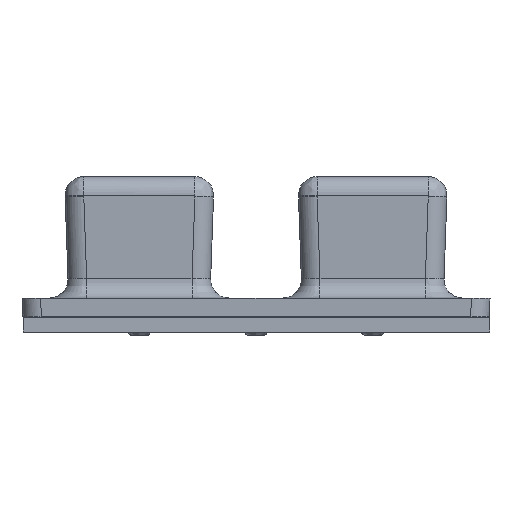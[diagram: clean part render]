
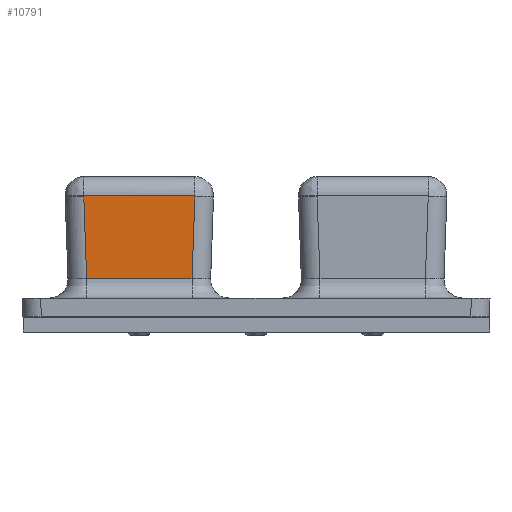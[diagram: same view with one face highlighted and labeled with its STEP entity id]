
A CAD part, left-side view. The second image highlights one B-rep face of the part: STEP entity #10791.
In plain terms, the highlighted face is planar.
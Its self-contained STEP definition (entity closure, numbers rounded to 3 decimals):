
#6420 = CYLINDRICAL_SURFACE('',#6421,2.);
#6421 = AXIS2_PLACEMENT_3D('',#6422,#6423,#6424);
#6422 = CARTESIAN_POINT('',(-43.453,13.,
    6.547));
#6423 = DIRECTION('',(0.035,-0.999,
    0.035));
#6424 = DIRECTION('',(0.999,0.035,
    0.));
#6437 = VERTEX_POINT('',#6438);
#6438 = CARTESIAN_POINT('',(-45.452,12.93,
    6.547));
#6588 = CYLINDRICAL_SURFACE('',#6589,2.);
#6589 = AXIS2_PLACEMENT_3D('',#6590,#6591,#6592);
#6590 = CARTESIAN_POINT('',(-43.453,13.,6.547));
#6591 = DIRECTION('',(0.,0.,1.));
#6592 = DIRECTION('',(1.,0.,-0.));
#7402 = VERTEX_POINT('',#7403);
#7403 = CARTESIAN_POINT('',(-45.142,4.07,
    6.857));
#7475 = EDGE_CURVE('',#6437,#7402,#7476,.T.);
#7476 = SURFACE_CURVE('',#7477,(#7481,#7488),.PCURVE_S1.);
#7477 = LINE('',#7478,#7479);
#7478 = CARTESIAN_POINT('',(-45.296,8.473,
    6.703));
#7479 = VECTOR('',#7480,1.);
#7480 = DIRECTION('',(0.035,-0.999,
    0.035));
#7481 = PCURVE('',#6420,#7482);
#7482 = DEFINITIONAL_REPRESENTATION('',(#7483),#7487);
#7483 = LINE('',#7484,#7485);
#7484 = CARTESIAN_POINT('',(3.142,4.462));
#7485 = VECTOR('',#7486,1.);
#7486 = DIRECTION('',(0.,1.));
#7487 = ( GEOMETRIC_REPRESENTATION_CONTEXT(2) 
PARAMETRIC_REPRESENTATION_CONTEXT() REPRESENTATION_CONTEXT('2D SPACE',''
  ) );
#7488 = PCURVE('',#7489,#7494);
#7489 = PLANE('',#7490);
#7490 = AXIS2_PLACEMENT_3D('',#7491,#7492,#7493);
#7491 = CARTESIAN_POINT('',(-45.452,12.93,6.476));
#7492 = DIRECTION('',(-0.999,-0.035,0.));
#7493 = DIRECTION('',(0.035,-0.999,0.));
#7494 = DEFINITIONAL_REPRESENTATION('',(#7495),#7499);
#7495 = LINE('',#7496,#7497);
#7496 = CARTESIAN_POINT('',(4.459,0.227));
#7497 = VECTOR('',#7498,1.);
#7498 = DIRECTION('',(0.999,0.035));
#7499 = ( GEOMETRIC_REPRESENTATION_CONTEXT(2) 
PARAMETRIC_REPRESENTATION_CONTEXT() REPRESENTATION_CONTEXT('2D SPACE',''
  ) );
#7507 = EDGE_CURVE('',#7508,#6437,#7510,.T.);
#7508 = VERTEX_POINT('',#7509);
#7509 = CARTESIAN_POINT('',(-45.452,12.93,
    18.453));
#7510 = SURFACE_CURVE('',#7511,(#7515,#7522),.PCURVE_S1.);
#7511 = LINE('',#7512,#7513);
#7512 = CARTESIAN_POINT('',(-45.452,12.93,12.5));
#7513 = VECTOR('',#7514,1.);
#7514 = DIRECTION('',(-0.,-0.,-1.));
#7515 = PCURVE('',#6588,#7516);
#7516 = DEFINITIONAL_REPRESENTATION('',(#7517),#7521);
#7517 = LINE('',#7518,#7519);
#7518 = CARTESIAN_POINT('',(3.176,5.953));
#7519 = VECTOR('',#7520,1.);
#7520 = DIRECTION('',(0.,-1.));
#7521 = ( GEOMETRIC_REPRESENTATION_CONTEXT(2) 
PARAMETRIC_REPRESENTATION_CONTEXT() REPRESENTATION_CONTEXT('2D SPACE',''
  ) );
#7522 = PCURVE('',#7489,#7523);
#7523 = DEFINITIONAL_REPRESENTATION('',(#7524),#7528);
#7524 = LINE('',#7525,#7526);
#7525 = CARTESIAN_POINT('',(0.,6.024));
#7526 = VECTOR('',#7527,1.);
#7527 = DIRECTION('',(0.,-1.));
#7528 = ( GEOMETRIC_REPRESENTATION_CONTEXT(2) 
PARAMETRIC_REPRESENTATION_CONTEXT() REPRESENTATION_CONTEXT('2D SPACE',''
  ) );
#8188 = CYLINDRICAL_SURFACE('',#8189,2.);
#8189 = AXIS2_PLACEMENT_3D('',#8190,#8191,#8192);
#8190 = CARTESIAN_POINT('',(-47.141,4.,18.143));
#8191 = DIRECTION('',(-0.,-0.,-1.));
#8192 = DIRECTION('',(-1.,0.,0.));
#10791 = ADVANCED_FACE('',(#10792),#7489,.T.);
#10792 = FACE_BOUND('',#10793,.T.);
#10793 = EDGE_LOOP('',(#10794,#10795,#10818,#10844));
#10794 = ORIENTED_EDGE('',*,*,#7475,.T.);
#10795 = ORIENTED_EDGE('',*,*,#10796,.F.);
#10796 = EDGE_CURVE('',#10797,#7402,#10799,.T.);
#10797 = VERTEX_POINT('',#10798);
#10798 = CARTESIAN_POINT('',(-45.142,4.07,
    18.143));
#10799 = SURFACE_CURVE('',#10800,(#10804,#10811),.PCURVE_S1.);
#10800 = LINE('',#10801,#10802);
#10801 = CARTESIAN_POINT('',(-45.142,4.07,12.5));
#10802 = VECTOR('',#10803,1.);
#10803 = DIRECTION('',(0.,0.,-1.));
#10804 = PCURVE('',#7489,#10805);
#10805 = DEFINITIONAL_REPRESENTATION('',(#10806),#10810);
#10806 = LINE('',#10807,#10808);
#10807 = CARTESIAN_POINT('',(8.866,6.024));
#10808 = VECTOR('',#10809,1.);
#10809 = DIRECTION('',(0.,-1.));
#10810 = ( GEOMETRIC_REPRESENTATION_CONTEXT(2) 
PARAMETRIC_REPRESENTATION_CONTEXT() REPRESENTATION_CONTEXT('2D SPACE',''
  ) );
#10811 = PCURVE('',#8188,#10812);
#10812 = DEFINITIONAL_REPRESENTATION('',(#10813),#10817);
#10813 = LINE('',#10814,#10815);
#10814 = CARTESIAN_POINT('',(3.107,5.643));
#10815 = VECTOR('',#10816,1.);
#10816 = DIRECTION('',(0.,1.));
#10817 = ( GEOMETRIC_REPRESENTATION_CONTEXT(2) 
PARAMETRIC_REPRESENTATION_CONTEXT() REPRESENTATION_CONTEXT('2D SPACE',''
  ) );
#10818 = ORIENTED_EDGE('',*,*,#10819,.T.);
#10819 = EDGE_CURVE('',#10797,#7508,#10820,.T.);
#10820 = SURFACE_CURVE('',#10821,(#10825,#10832),.PCURVE_S1.);
#10821 = LINE('',#10822,#10823);
#10822 = CARTESIAN_POINT('',(-45.296,8.473,
    18.297));
#10823 = VECTOR('',#10824,1.);
#10824 = DIRECTION('',(-0.035,0.999,
    0.035));
#10825 = PCURVE('',#7489,#10826);
#10826 = DEFINITIONAL_REPRESENTATION('',(#10827),#10831);
#10827 = LINE('',#10828,#10829);
#10828 = CARTESIAN_POINT('',(4.459,11.821));
#10829 = VECTOR('',#10830,1.);
#10830 = DIRECTION('',(-0.999,0.035));
#10831 = ( GEOMETRIC_REPRESENTATION_CONTEXT(2) 
PARAMETRIC_REPRESENTATION_CONTEXT() REPRESENTATION_CONTEXT('2D SPACE',''
  ) );
#10832 = PCURVE('',#10833,#10838);
#10833 = CYLINDRICAL_SURFACE('',#10834,2.);
#10834 = AXIS2_PLACEMENT_3D('',#10835,#10836,#10837);
#10835 = CARTESIAN_POINT('',(-43.453,13.,
    18.453));
#10836 = DIRECTION('',(0.035,-0.999,
    -0.035));
#10837 = DIRECTION('',(0.,0.035,
    -0.999));
#10838 = DEFINITIONAL_REPRESENTATION('',(#10839),#10843);
#10839 = LINE('',#10840,#10841);
#10840 = CARTESIAN_POINT('',(4.711,4.462));
#10841 = VECTOR('',#10842,1.);
#10842 = DIRECTION('',(0.,-1.));
#10843 = ( GEOMETRIC_REPRESENTATION_CONTEXT(2) 
PARAMETRIC_REPRESENTATION_CONTEXT() REPRESENTATION_CONTEXT('2D SPACE',''
  ) );
#10844 = ORIENTED_EDGE('',*,*,#7507,.T.);
